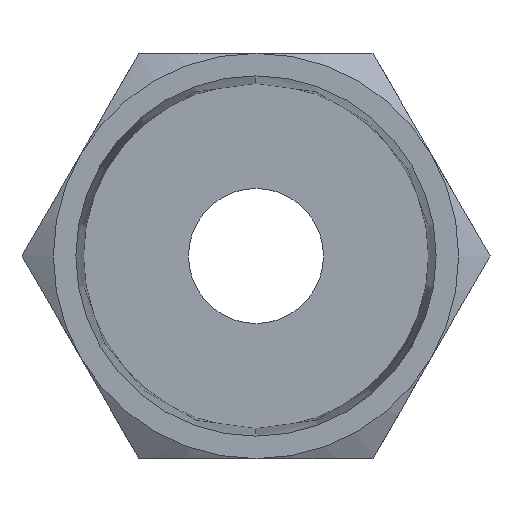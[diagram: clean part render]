
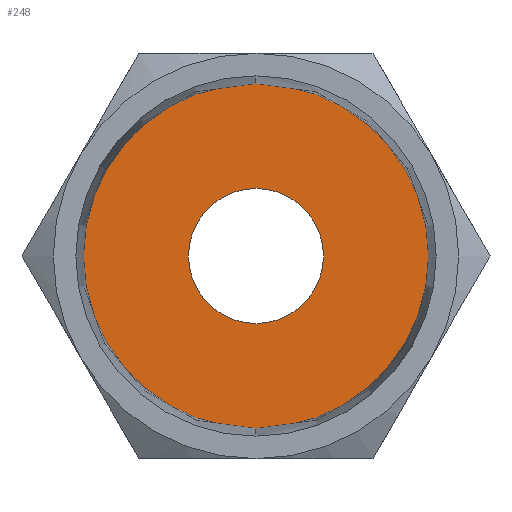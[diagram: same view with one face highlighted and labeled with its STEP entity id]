
A CAD part, front view. The second image highlights one B-rep face of the part: STEP entity #248.
In plain terms, the highlighted planar face has unit normal (0, -1, 0).
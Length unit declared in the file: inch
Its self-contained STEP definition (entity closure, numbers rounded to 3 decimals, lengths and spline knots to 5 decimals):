
#12 = CARTESIAN_POINT ( 'NONE',  ( 0., 0.57087, 0. ) ) ;
#72 = EDGE_CURVE ( 'NONE', #1804, #1391, #1441, .T. ) ;
#122 = DIRECTION ( 'NONE',  ( 0., 0., 1. ) ) ;
#134 = EDGE_LOOP ( 'NONE', ( #992, #1131 ) ) ;
#149 = ORIENTED_EDGE ( 'NONE', *, *, #2206, .T. ) ;
#216 = DIRECTION ( 'NONE',  ( 0., 0., 1. ) ) ;
#228 = DIRECTION ( 'NONE',  ( 0., 1., 0. ) ) ;
#242 = CARTESIAN_POINT ( 'NONE',  ( 0., 0.57087, 0. ) ) ;
#248 = ADVANCED_FACE ( 'NONE', ( #2222, #1103 ), #1186, .T. ) ;
#264 = DIRECTION ( 'NONE',  ( 0., 0., -1. ) ) ;
#304 = AXIS2_PLACEMENT_3D ( 'NONE', #242, #228, #216 ) ;
#542 = CIRCLE ( 'NONE', #1826, 0.40216 ) ;
#631 = CIRCLE ( 'NONE', #1672, 0.15748 ) ;
#640 = CARTESIAN_POINT ( 'NONE',  ( 0., 0.57087, 0. ) ) ;
#673 = CARTESIAN_POINT ( 'NONE',  ( 0., 0.57087, -0.15748 ) ) ;
#690 = EDGE_LOOP ( 'NONE', ( #149, #2323 ) ) ;
#700 = VERTEX_POINT ( 'NONE', #1328 ) ;
#755 = CARTESIAN_POINT ( 'NONE',  ( -0.27982, 0.57087, 0. ) ) ;
#820 = CARTESIAN_POINT ( 'NONE',  ( 0., 0.57087, 0.15748 ) ) ;
#865 = DIRECTION ( 'NONE',  ( 0., 0., -1. ) ) ;
#992 = ORIENTED_EDGE ( 'NONE', *, *, #1992, .T. ) ;
#1103 = FACE_OUTER_BOUND ( 'NONE', #134, .T. ) ;
#1131 = ORIENTED_EDGE ( 'NONE', *, *, #2244, .T. ) ;
#1186 = PLANE ( 'NONE',  #1962 ) ;
#1294 = CIRCLE ( 'NONE', #2234, 0.40216 ) ;
#1328 = CARTESIAN_POINT ( 'NONE',  ( 0., 0.57087, -0.40216 ) ) ;
#1391 = VERTEX_POINT ( 'NONE', #820 ) ;
#1441 = CIRCLE ( 'NONE', #304, 0.15748 ) ;
#1549 = DIRECTION ( 'NONE',  ( 0., 1., 0. ) ) ;
#1559 = VERTEX_POINT ( 'NONE', #2300 ) ;
#1672 = AXIS2_PLACEMENT_3D ( 'NONE', #2892, #1549, #122 ) ;
#1680 = DIRECTION ( 'NONE',  ( 0., -1., 0. ) ) ;
#1804 = VERTEX_POINT ( 'NONE', #673 ) ;
#1826 = AXIS2_PLACEMENT_3D ( 'NONE', #640, #2223, #865 ) ;
#1962 = AXIS2_PLACEMENT_3D ( 'NONE', #755, #2777, #2788 ) ;
#1992 = EDGE_CURVE ( 'NONE', #700, #1559, #1294, .T. ) ;
#2206 = EDGE_CURVE ( 'NONE', #1391, #1804, #631, .T. ) ;
#2222 = FACE_BOUND ( 'NONE', #690, .T. ) ;
#2223 = DIRECTION ( 'NONE',  ( 0., -1., 0. ) ) ;
#2234 = AXIS2_PLACEMENT_3D ( 'NONE', #12, #1680, #264 ) ;
#2244 = EDGE_CURVE ( 'NONE', #1559, #700, #542, .T. ) ;
#2300 = CARTESIAN_POINT ( 'NONE',  ( 0., 0.57087, 0.40216 ) ) ;
#2323 = ORIENTED_EDGE ( 'NONE', *, *, #72, .T. ) ;
#2777 = DIRECTION ( 'NONE',  ( 0., -1., 0. ) ) ;
#2788 = DIRECTION ( 'NONE',  ( 0., 0., -1. ) ) ;
#2892 = CARTESIAN_POINT ( 'NONE',  ( 0., 0.57087, 0. ) ) ;
